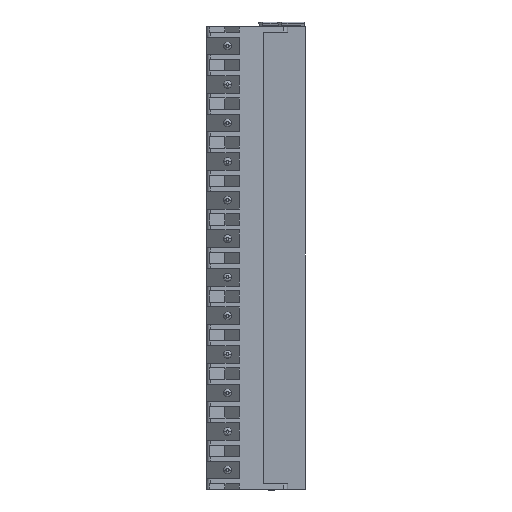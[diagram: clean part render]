
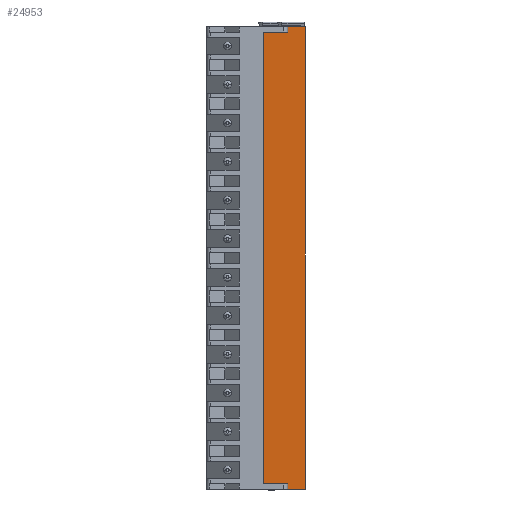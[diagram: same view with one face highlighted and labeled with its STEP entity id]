
A CAD part, front view. The second image highlights one B-rep face of the part: STEP entity #24953.
In plain terms, the highlighted planar face has unit normal (0.82, -0.572, 0).
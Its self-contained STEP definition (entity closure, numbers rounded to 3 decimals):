
#64=DIRECTION('',(0.572,0.82,0.));
#65=VECTOR('',#64,4.018);
#66=CARTESIAN_POINT('',(6.25,4.448,57.5));
#67=LINE('',#66,#65);
#5529=DIRECTION('',(0.572,0.82,0.));
#5530=VECTOR('',#5529,5.425);
#5531=CARTESIAN_POINT('',(3.145,0.,56.8));
#5532=LINE('',#5531,#5530);
#5533=DIRECTION('',(0.,0.,-1.));
#5534=VECTOR('',#5533,0.7);
#5535=CARTESIAN_POINT('',(6.25,4.448,57.5));
#5536=LINE('',#5535,#5534);
#5537=DIRECTION('',(0.,0.,1.));
#5538=VECTOR('',#5537,0.7);
#5539=CARTESIAN_POINT('',(6.25,4.448,-2.5));
#5540=LINE('',#5539,#5538);
#5541=DIRECTION('',(0.572,0.82,0.));
#5542=VECTOR('',#5541,5.425);
#5543=CARTESIAN_POINT('',(3.145,0.,-1.8));
#5544=LINE('',#5543,#5542);
#5545=DIRECTION('',(0.,0.,-1.));
#5546=VECTOR('',#5545,58.6);
#5547=CARTESIAN_POINT('',(3.145,0.,56.8));
#5548=LINE('',#5547,#5546);
#5562=DIRECTION('',(0.,0.,-1.));
#5563=VECTOR('',#5562,60.);
#5564=CARTESIAN_POINT('',(8.55,7.743,57.5));
#5565=LINE('',#5564,#5563);
#5651=DIRECTION('',(0.572,0.82,0.));
#5652=VECTOR('',#5651,4.018);
#5653=CARTESIAN_POINT('',(6.25,4.448,-2.5));
#5654=LINE('',#5653,#5652);
#14244=CARTESIAN_POINT('',(8.55,7.743,57.5));
#14246=VERTEX_POINT('',#14244);
#14268=CARTESIAN_POINT('',(8.55,7.743,-2.5));
#14270=VERTEX_POINT('',#14268);
#14904=CARTESIAN_POINT('',(3.145,0.,-1.8));
#14905=CARTESIAN_POINT('',(6.25,4.448,-1.8));
#14906=VERTEX_POINT('',#14904);
#14907=VERTEX_POINT('',#14905);
#14908=CARTESIAN_POINT('',(6.25,4.448,-2.5));
#14909=VERTEX_POINT('',#14908);
#14918=CARTESIAN_POINT('',(3.145,0.,56.8));
#14919=CARTESIAN_POINT('',(6.25,4.448,56.8));
#14920=VERTEX_POINT('',#14918);
#14921=VERTEX_POINT('',#14919);
#14922=CARTESIAN_POINT('',(6.25,4.448,57.5));
#14923=VERTEX_POINT('',#14922);
#24933=CARTESIAN_POINT('',(3.145,0.,57.5));
#24934=DIRECTION('',(0.82,-0.572,0.));
#24935=DIRECTION('',(0.572,0.82,0.));
#24936=AXIS2_PLACEMENT_3D('',#24933,#24934,#24935);
#24937=PLANE('',#24936);
#24939=ORIENTED_EDGE('',*,*,#24938,.T.);
#24940=ORIENTED_EDGE('',*,*,#24924,.F.);
#24941=ORIENTED_EDGE('',*,*,#18441,.T.);
#24943=ORIENTED_EDGE('',*,*,#24942,.T.);
#24945=ORIENTED_EDGE('',*,*,#24944,.F.);
#24947=ORIENTED_EDGE('',*,*,#24946,.T.);
#24949=ORIENTED_EDGE('',*,*,#24948,.F.);
#24950=ORIENTED_EDGE('',*,*,#24702,.F.);
#24951=EDGE_LOOP('',(#24939,#24940,#24941,#24943,#24945,#24947,#24949,#24950));
#24952=FACE_OUTER_BOUND('',#24951,.F.);
#18441=EDGE_CURVE('',#14923,#14246,#67,.T.);
#24702=EDGE_CURVE('',#14920,#14906,#5548,.T.);
#24924=EDGE_CURVE('',#14923,#14921,#5536,.T.);
#24938=EDGE_CURVE('',#14920,#14921,#5532,.T.);
#24942=EDGE_CURVE('',#14246,#14270,#5565,.T.);
#24944=EDGE_CURVE('',#14909,#14270,#5654,.T.);
#24946=EDGE_CURVE('',#14909,#14907,#5540,.T.);
#24948=EDGE_CURVE('',#14906,#14907,#5544,.T.);
#24953=ADVANCED_FACE('',(#24952),#24937,.T.);
